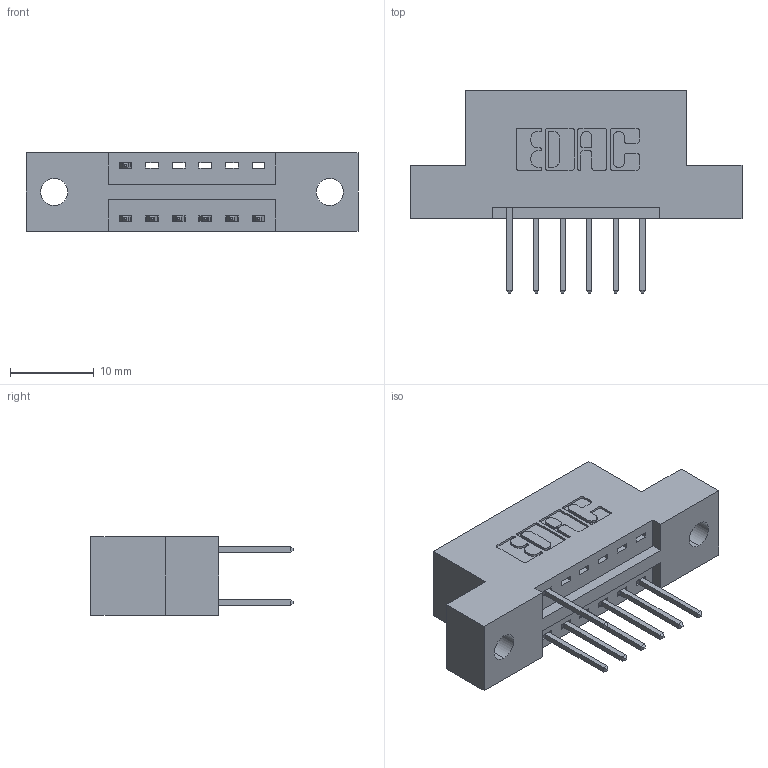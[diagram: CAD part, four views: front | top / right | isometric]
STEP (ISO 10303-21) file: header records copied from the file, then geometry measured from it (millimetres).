
FILE_DESCRIPTION (( 'STEP AP203' ), '1' );
FILE_NAME ('346-012-526-202.STEP', '2018-08-19T22:17:31', ( '' ), ( '' ), 'SwSTEP 2.0', 'SolidWorks 2016', '' );
FILE_SCHEMA (( 'CONFIG_CONTROL_DESIGN' ));
Length unit declared in the file: inch
Products named in the file (3): 346 Part_Flush Mounting Lugs - 0.128 Dia; 345-292-001_345-293-126; 346-012-526-202
Assembly tree (8 placements, depth 2):
  346-012-526-202
    346 Part_Flush Mounting Lugs - 0.128 Dia
    345-292-001_345-293-126  x7
Bounding box: 39.62 x 24.13 x 9.4 mm (x, y, z)
Volume: 3514 mm3; surface area: 3787.1 mm2
Topology: 8 solids, 8 shells, 516 faces, 1519 edges, 1002 vertices
Faces by surface type: plane 346, cylinder 170
Entity records: 8623 total; most frequent: CARTESIAN_POINT 1491, ORIENTED_EDGE 1430, DIRECTION 1361, EDGE_CURVE 715, VECTOR 559, LINE 559, VERTEX_POINT 474, AXIS2_PLACEMENT_3D 401
